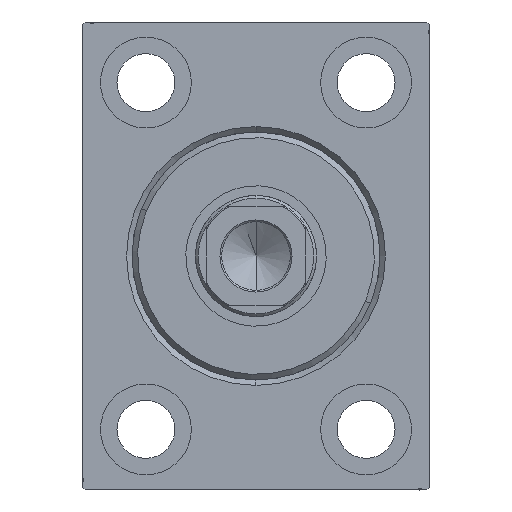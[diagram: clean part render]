
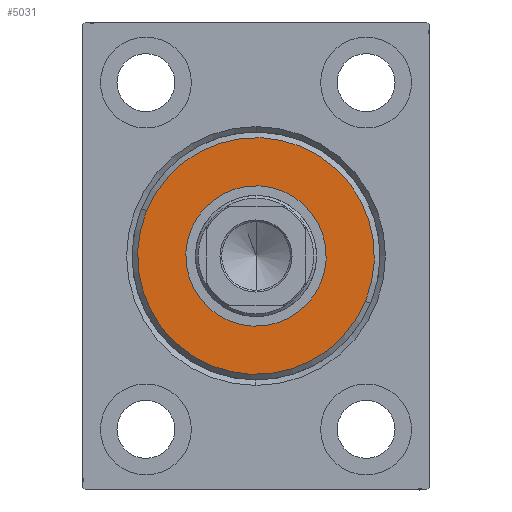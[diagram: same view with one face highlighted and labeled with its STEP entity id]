
A CAD part, left-side view. The second image highlights one B-rep face of the part: STEP entity #5031.
In plain terms, the highlighted face is planar.
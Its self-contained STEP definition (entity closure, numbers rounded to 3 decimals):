
#509 = VERTEX_POINT ( 'NONE', #25463 ) ;
#710 = FACE_BOUND ( 'NONE', #31590, .T. ) ;
#1546 = VERTEX_POINT ( 'NONE', #42607 ) ;
#2323 = AXIS2_PLACEMENT_3D ( 'NONE', #31943, #15064, #16809 ) ;
#2684 = DIRECTION ( 'NONE',  ( -1., 0., 0. ) ) ;
#4044 = AXIS2_PLACEMENT_3D ( 'NONE', #22407, #16205, #32859 ) ;
#4679 = EDGE_CURVE ( 'NONE', #509, #18112, #28572, .T. ) ;
#5031 = ADVANCED_FACE ( 'NONE', ( #14041, #710 ), #18015, .T. ) ;
#9123 = ORIENTED_EDGE ( 'NONE', *, *, #4679, .T. ) ;
#9606 = DIRECTION ( 'NONE',  ( 0., 0., -1. ) ) ;
#10396 = CIRCLE ( 'NONE', #19568, 12.75 ) ;
#10870 = AXIS2_PLACEMENT_3D ( 'NONE', #38473, #14254, #20668 ) ;
#12364 = EDGE_LOOP ( 'NONE', ( #13323, #14833 ) ) ;
#12900 = CARTESIAN_POINT ( 'NONE',  ( 3., 0., 0. ) ) ;
#13323 = ORIENTED_EDGE ( 'NONE', *, *, #32424, .T. ) ;
#14041 = FACE_OUTER_BOUND ( 'NONE', #12364, .T. ) ;
#14254 = DIRECTION ( 'NONE',  ( 1., 0., 0. ) ) ;
#14833 = ORIENTED_EDGE ( 'NONE', *, *, #20658, .T. ) ;
#15064 = DIRECTION ( 'NONE',  ( -1., 0., 0. ) ) ;
#15739 = CARTESIAN_POINT ( 'NONE',  ( 3., 0., -12.75 ) ) ;
#16205 = DIRECTION ( 'NONE',  ( 1., 0., 0. ) ) ;
#16809 = DIRECTION ( 'NONE',  ( 0., 0., -1. ) ) ;
#18015 = PLANE ( 'NONE',  #10870 ) ;
#18112 = VERTEX_POINT ( 'NONE', #15739 ) ;
#18897 = ORIENTED_EDGE ( 'NONE', *, *, #28295, .T. ) ;
#19568 = AXIS2_PLACEMENT_3D ( 'NONE', #12900, #2684, #29774 ) ;
#20658 = EDGE_CURVE ( 'NONE', #1546, #40270, #28847, .T. ) ;
#20668 = DIRECTION ( 'NONE',  ( 0., 0., -1. ) ) ;
#22407 = CARTESIAN_POINT ( 'NONE',  ( 3., 0., 0. ) ) ;
#25463 = CARTESIAN_POINT ( 'NONE',  ( 3., 0., 12.75 ) ) ;
#28295 = EDGE_CURVE ( 'NONE', #18112, #509, #10396, .T. ) ;
#28572 = CIRCLE ( 'NONE', #2323, 12.75 ) ;
#28831 = AXIS2_PLACEMENT_3D ( 'NONE', #40494, #32934, #9606 ) ;
#28847 = CIRCLE ( 'NONE', #4044, 21.5 ) ;
#29774 = DIRECTION ( 'NONE',  ( 0., 0., -1. ) ) ;
#31590 = EDGE_LOOP ( 'NONE', ( #9123, #18897 ) ) ;
#31943 = CARTESIAN_POINT ( 'NONE',  ( 3., 0., 0. ) ) ;
#32424 = EDGE_CURVE ( 'NONE', #40270, #1546, #35229, .T. ) ;
#32859 = DIRECTION ( 'NONE',  ( 0., 0., -1. ) ) ;
#32934 = DIRECTION ( 'NONE',  ( 1., 0., 0. ) ) ;
#33761 = CARTESIAN_POINT ( 'NONE',  ( 3., 0., 21.5 ) ) ;
#35229 = CIRCLE ( 'NONE', #28831, 21.5 ) ;
#38473 = CARTESIAN_POINT ( 'NONE',  ( 3., 0., 0. ) ) ;
#40270 = VERTEX_POINT ( 'NONE', #33761 ) ;
#40494 = CARTESIAN_POINT ( 'NONE',  ( 3., 0., 0. ) ) ;
#42607 = CARTESIAN_POINT ( 'NONE',  ( 3., 0., -21.5 ) ) ;
